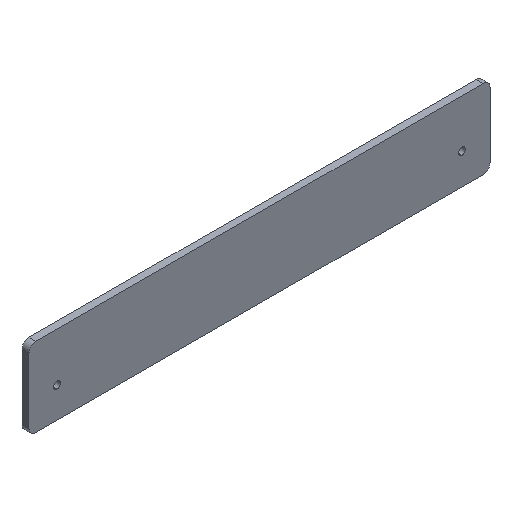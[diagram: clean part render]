
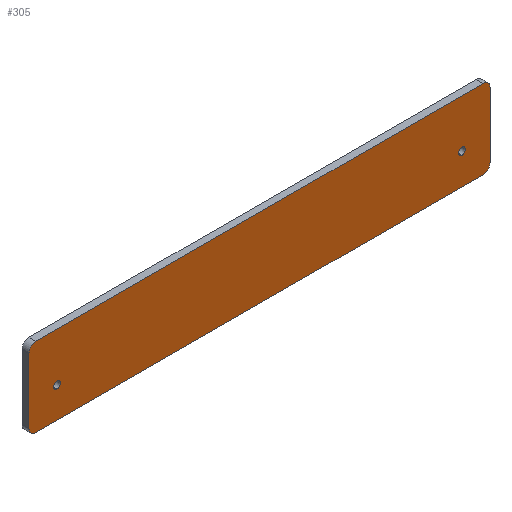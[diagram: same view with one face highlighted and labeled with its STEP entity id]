
A CAD part, isometric view. The second image highlights one B-rep face of the part: STEP entity #305.
In plain terms, the highlighted planar face has unit normal (0, -1, 0).
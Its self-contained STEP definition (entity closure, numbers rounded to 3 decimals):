
#1 = DIRECTION ( 'NONE',  ( 0., 0., -1. ) ) ;
#3 = CARTESIAN_POINT ( 'NONE',  ( 0., -2.5, 0. ) ) ;
#4 = EDGE_LOOP ( 'NONE', ( #58, #124, #166, #442, #334, #190, #361, #325 ) ) ;
#10 = DIRECTION ( 'NONE',  ( 0., 0., 1. ) ) ;
#15 = AXIS2_PLACEMENT_3D ( 'NONE', #441, #407, #1 ) ;
#18 = DIRECTION ( 'NONE',  ( 0., 0., 1. ) ) ;
#21 = DIRECTION ( 'NONE',  ( 0., -1., 0. ) ) ;
#22 = CARTESIAN_POINT ( 'NONE',  ( 160., -2.5, -28.25 ) ) ;
#30 = LINE ( 'NONE', #75, #434 ) ;
#37 = VERTEX_POINT ( 'NONE', #462 ) ;
#44 = DIRECTION ( 'NONE',  ( 0., -1., 0. ) ) ;
#48 = FACE_BOUND ( 'NONE', #406, .T. ) ;
#52 = PLANE ( 'NONE',  #409 ) ;
#58 = ORIENTED_EDGE ( 'NONE', *, *, #155, .T. ) ;
#63 = DIRECTION ( 'NONE',  ( 0., -1., 0. ) ) ;
#74 = EDGE_CURVE ( 'NONE', #371, #345, #479, .T. ) ;
#75 = CARTESIAN_POINT ( 'NONE',  ( -165., -2.5, -28.25 ) ) ;
#83 = VERTEX_POINT ( 'NONE', #138 ) ;
#86 = CIRCLE ( 'NONE', #275, 2.4 ) ;
#87 = CARTESIAN_POINT ( 'NONE',  ( 165., -2.5, -23.25 ) ) ;
#98 = EDGE_CURVE ( 'NONE', #242, #322, #338, .T. ) ;
#102 = CARTESIAN_POINT ( 'NONE',  ( -160., -2.5, 23.25 ) ) ;
#103 = AXIS2_PLACEMENT_3D ( 'NONE', #380, #21, #181 ) ;
#108 = VERTEX_POINT ( 'NONE', #22 ) ;
#112 = DIRECTION ( 'NONE',  ( 0., -1., 0. ) ) ;
#120 = EDGE_CURVE ( 'NONE', #242, #259, #222, .T. ) ;
#122 = CARTESIAN_POINT ( 'NONE',  ( 145., -2.5, -3.85 ) ) ;
#124 = ORIENTED_EDGE ( 'NONE', *, *, #258, .T. ) ;
#127 = DIRECTION ( 'NONE',  ( 0., 0., 1. ) ) ;
#129 = FACE_OUTER_BOUND ( 'NONE', #4, .T. ) ;
#133 = ORIENTED_EDGE ( 'NONE', *, *, #445, .F. ) ;
#138 = CARTESIAN_POINT ( 'NONE',  ( 165., -2.5, 23.25 ) ) ;
#144 = CARTESIAN_POINT ( 'NONE',  ( 145., -2.5, -6.25 ) ) ;
#146 = DIRECTION ( 'NONE',  ( 1., 0., 0. ) ) ;
#153 = LINE ( 'NONE', #399, #165 ) ;
#155 = EDGE_CURVE ( 'NONE', #246, #108, #30, .T. ) ;
#159 = DIRECTION ( 'NONE',  ( 0., 0., 1. ) ) ;
#165 = VECTOR ( 'NONE', #478, 1000. ) ;
#166 = ORIENTED_EDGE ( 'NONE', *, *, #180, .T. ) ;
#169 = EDGE_CURVE ( 'NONE', #331, #37, #86, .T. ) ;
#170 = CARTESIAN_POINT ( 'NONE',  ( -145., -2.5, -3.85 ) ) ;
#173 = CARTESIAN_POINT ( 'NONE',  ( 160., -2.5, 28.25 ) ) ;
#175 = CIRCLE ( 'NONE', #200, 5. ) ;
#180 = EDGE_CURVE ( 'NONE', #373, #83, #153, .T. ) ;
#181 = DIRECTION ( 'NONE',  ( 0., 0., 1. ) ) ;
#183 = VECTOR ( 'NONE', #10, 1000. ) ;
#190 = ORIENTED_EDGE ( 'NONE', *, *, #98, .T. ) ;
#192 = CIRCLE ( 'NONE', #329, 2.4 ) ;
#197 = DIRECTION ( 'NONE',  ( 0., 0., -1. ) ) ;
#200 = AXIS2_PLACEMENT_3D ( 'NONE', #281, #44, #127 ) ;
#212 = DIRECTION ( 'NONE',  ( 0., 0., 1. ) ) ;
#214 = EDGE_CURVE ( 'NONE', #437, #246, #244, .T. ) ;
#215 = CARTESIAN_POINT ( 'NONE',  ( -160., -2.5, -28.25 ) ) ;
#222 = LINE ( 'NONE', #512, #487 ) ;
#225 = DIRECTION ( 'NONE',  ( 0., 0., -1. ) ) ;
#231 = DIRECTION ( 'NONE',  ( 0., -1., 0. ) ) ;
#242 = VERTEX_POINT ( 'NONE', #403 ) ;
#244 = CIRCLE ( 'NONE', #515, 5. ) ;
#245 = FACE_BOUND ( 'NONE', #496, .T. ) ;
#246 = VERTEX_POINT ( 'NONE', #215 ) ;
#256 = CARTESIAN_POINT ( 'NONE',  ( -165., -2.5, -23.25 ) ) ;
#258 = EDGE_CURVE ( 'NONE', #108, #373, #175, .T. ) ;
#259 = VERTEX_POINT ( 'NONE', #173 ) ;
#268 = CIRCLE ( 'NONE', #103, 5. ) ;
#271 = CARTESIAN_POINT ( 'NONE',  ( -145., -2.5, -6.25 ) ) ;
#273 = EDGE_CURVE ( 'NONE', #345, #371, #452, .T. ) ;
#275 = AXIS2_PLACEMENT_3D ( 'NONE', #271, #397, #197 ) ;
#278 = DIRECTION ( 'NONE',  ( 1., 0., 0. ) ) ;
#279 = ORIENTED_EDGE ( 'NONE', *, *, #74, .F. ) ;
#281 = CARTESIAN_POINT ( 'NONE',  ( 160., -2.5, -23.25 ) ) ;
#286 = LINE ( 'NONE', #372, #183 ) ;
#305 = ADVANCED_FACE ( 'NONE', ( #48, #245, #129 ), #52, .F. ) ;
#309 = AXIS2_PLACEMENT_3D ( 'NONE', #144, #63, #464 ) ;
#312 = EDGE_CURVE ( 'NONE', #437, #322, #286, .T. ) ;
#322 = VERTEX_POINT ( 'NONE', #364 ) ;
#325 = ORIENTED_EDGE ( 'NONE', *, *, #214, .T. ) ;
#329 = AXIS2_PLACEMENT_3D ( 'NONE', #418, #231, #225 ) ;
#330 = DIRECTION ( 'NONE',  ( 0., 1., 0. ) ) ;
#331 = VERTEX_POINT ( 'NONE', #170 ) ;
#334 = ORIENTED_EDGE ( 'NONE', *, *, #120, .F. ) ;
#338 = CIRCLE ( 'NONE', #460, 5. ) ;
#345 = VERTEX_POINT ( 'NONE', #122 ) ;
#361 = ORIENTED_EDGE ( 'NONE', *, *, #312, .F. ) ;
#364 = CARTESIAN_POINT ( 'NONE',  ( -165., -2.5, 23.25 ) ) ;
#371 = VERTEX_POINT ( 'NONE', #415 ) ;
#372 = CARTESIAN_POINT ( 'NONE',  ( -165., -2.5, -28.25 ) ) ;
#373 = VERTEX_POINT ( 'NONE', #87 ) ;
#380 = CARTESIAN_POINT ( 'NONE',  ( 160., -2.5, 23.25 ) ) ;
#397 = DIRECTION ( 'NONE',  ( 0., -1., 0. ) ) ;
#399 = CARTESIAN_POINT ( 'NONE',  ( 165., -2.5, -28.25 ) ) ;
#403 = CARTESIAN_POINT ( 'NONE',  ( -160., -2.5, 28.25 ) ) ;
#406 = EDGE_LOOP ( 'NONE', ( #133, #426 ) ) ;
#407 = DIRECTION ( 'NONE',  ( 0., -1., 0. ) ) ;
#409 = AXIS2_PLACEMENT_3D ( 'NONE', #3, #330, #212 ) ;
#415 = CARTESIAN_POINT ( 'NONE',  ( 145., -2.5, -8.65 ) ) ;
#418 = CARTESIAN_POINT ( 'NONE',  ( -145., -2.5, -6.25 ) ) ;
#426 = ORIENTED_EDGE ( 'NONE', *, *, #169, .F. ) ;
#434 = VECTOR ( 'NONE', #278, 1000. ) ;
#437 = VERTEX_POINT ( 'NONE', #256 ) ;
#441 = CARTESIAN_POINT ( 'NONE',  ( 145., -2.5, -6.25 ) ) ;
#442 = ORIENTED_EDGE ( 'NONE', *, *, #459, .T. ) ;
#445 = EDGE_CURVE ( 'NONE', #37, #331, #192, .T. ) ;
#452 = CIRCLE ( 'NONE', #15, 2.4 ) ;
#459 = EDGE_CURVE ( 'NONE', #83, #259, #268, .T. ) ;
#460 = AXIS2_PLACEMENT_3D ( 'NONE', #102, #112, #18 ) ;
#462 = CARTESIAN_POINT ( 'NONE',  ( -145., -2.5, -8.65 ) ) ;
#464 = DIRECTION ( 'NONE',  ( 0., 0., -1. ) ) ;
#478 = DIRECTION ( 'NONE',  ( 0., 0., 1. ) ) ;
#479 = CIRCLE ( 'NONE', #309, 2.4 ) ;
#487 = VECTOR ( 'NONE', #146, 1000. ) ;
#496 = EDGE_LOOP ( 'NONE', ( #279, #499 ) ) ;
#499 = ORIENTED_EDGE ( 'NONE', *, *, #273, .F. ) ;
#512 = CARTESIAN_POINT ( 'NONE',  ( -165., -2.5, 28.25 ) ) ;
#515 = AXIS2_PLACEMENT_3D ( 'NONE', #516, #525, #159 ) ;
#516 = CARTESIAN_POINT ( 'NONE',  ( -160., -2.5, -23.25 ) ) ;
#525 = DIRECTION ( 'NONE',  ( 0., -1., 0. ) ) ;
